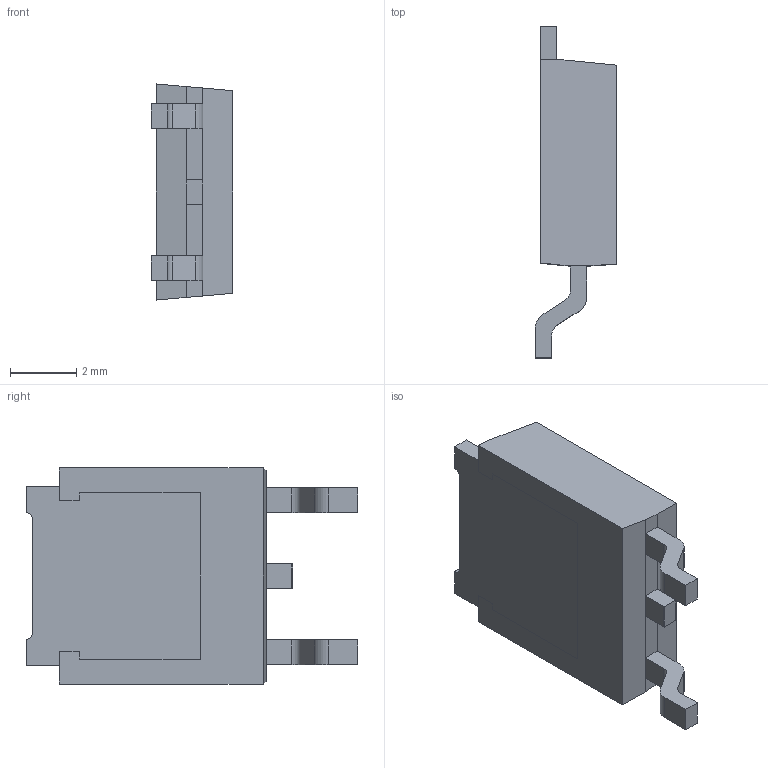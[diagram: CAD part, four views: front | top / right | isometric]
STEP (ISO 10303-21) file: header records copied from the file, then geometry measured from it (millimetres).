
FILE_DESCRIPTION (( 'STEP AP214' ), '1' );
FILE_NAME ('NJM2845DL1-05-TE1.STEP', '2022-05-16T10:29:35', ( '' ), ( '' ), 'SwSTEP 2.0', 'SolidWorks 2018', '' );
FILE_SCHEMA (( 'AUTOMOTIVE_DESIGN' ));
Length unit declared in the file: millimetre
Products named in the file (1): NJM2845DL1-05-TE1
Bounding box: 2.45 x 9.98 x 6.5 mm (x, y, z)
Volume: 93.7 mm3; surface area: 221.6 mm2
Topology: 5 solids, 5 shells, 76 faces, 193 edges, 128 vertices
Faces by surface type: plane 63, cylinder 13
Entity records: 2337 total; most frequent: CARTESIAN_POINT 398, ORIENTED_EDGE 386, DIRECTION 373, EDGE_CURVE 193, LINE 167, VECTOR 167, VERTEX_POINT 128, AXIS2_PLACEMENT_3D 103
